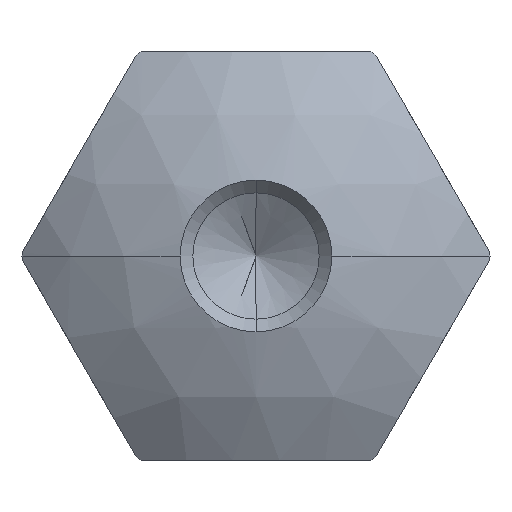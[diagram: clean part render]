
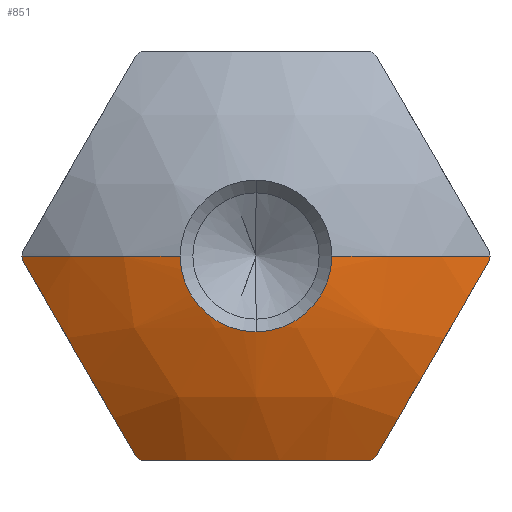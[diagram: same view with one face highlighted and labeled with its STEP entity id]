
A CAD part, front view. The second image highlights one B-rep face of the part: STEP entity #851.
In plain terms, the highlighted spherical face has radius 20 mm.
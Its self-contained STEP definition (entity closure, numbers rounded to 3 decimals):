
#12 = ORIENTED_EDGE ( 'NONE', *, *, #723, .F. ) ;
#24 = DIRECTION ( 'NONE',  ( 0., 0., -1. ) ) ;
#34 = CARTESIAN_POINT ( 'NONE',  ( 9.526, 2.596, -5.5 ) ) ;
#35 = DIRECTION ( 'NONE',  ( 0., 0., -1. ) ) ;
#40 = DIRECTION ( 'NONE',  ( 1., 0., 0. ) ) ;
#56 = CIRCLE ( 'NONE', #113, 16.703 ) ;
#58 = AXIS2_PLACEMENT_3D ( 'NONE', #1225, #627, #35 ) ;
#91 = CARTESIAN_POINT ( 'NONE',  ( -12.599, -12.936, -0.178 ) ) ;
#92 = ORIENTED_EDGE ( 'NONE', *, *, #767, .T. ) ;
#100 = CIRCLE ( 'NONE', #58, 12.6 ) ;
#103 = CARTESIAN_POINT ( 'NONE',  ( -12.6, -12.936, 0. ) ) ;
#104 = CIRCLE ( 'NONE', #238, 16.703 ) ;
#113 = AXIS2_PLACEMENT_3D ( 'NONE', #799, #204, #903 ) ;
#123 = AXIS2_PLACEMENT_3D ( 'NONE', #127, #818, #824 ) ;
#127 = CARTESIAN_POINT ( 'NONE',  ( 0., 2.596, 0. ) ) ;
#129 = DIRECTION ( 'NONE',  ( -0.5, 0., -0.866 ) ) ;
#131 = CARTESIAN_POINT ( 'NONE',  ( 6.145, -12.936, -11. ) ) ;
#169 = CIRCLE ( 'NONE', #1217, 12.6 ) ;
#190 = CARTESIAN_POINT ( 'NONE',  ( 6.454, -12.936, -10.822 ) ) ;
#204 = DIRECTION ( 'NONE',  ( 0., 0., -1. ) ) ;
#210 = AXIS2_PLACEMENT_3D ( 'NONE', #1210, #618, #24 ) ;
#238 = AXIS2_PLACEMENT_3D ( 'NONE', #453, #1149, #557 ) ;
#239 = DIRECTION ( 'NONE',  ( 0., -1., 0. ) ) ;
#272 = EDGE_CURVE ( 'NONE', #1245, #907, #736, .T. ) ;
#306 = CARTESIAN_POINT ( 'NONE',  ( 0., 2.596, 0. ) ) ;
#315 = EDGE_CURVE ( 'NONE', #861, #530, #490, .T. ) ;
#318 = DIRECTION ( 'NONE',  ( 0., -1., 0. ) ) ;
#358 = CARTESIAN_POINT ( 'NONE',  ( -6.454, -12.936, -10.822 ) ) ;
#386 = CIRCLE ( 'NONE', #475, 16.703 ) ;
#397 = DIRECTION ( 'NONE',  ( 0., 1., 0. ) ) ;
#399 = FACE_OUTER_BOUND ( 'NONE', #952, .T. ) ;
#411 = EDGE_CURVE ( 'NONE', #1000, #598, #104, .T. ) ;
#413 = DIRECTION ( 'NONE',  ( -1., 0., 0. ) ) ;
#417 = VERTEX_POINT ( 'NONE', #652 ) ;
#422 = CIRCLE ( 'NONE', #210, 12.6 ) ;
#431 = VERTEX_POINT ( 'NONE', #1050 ) ;
#453 = CARTESIAN_POINT ( 'NONE',  ( -9.526, 2.596, -5.5 ) ) ;
#463 = CIRCLE ( 'NONE', #1147, 20. ) ;
#475 = AXIS2_PLACEMENT_3D ( 'NONE', #34, #727, #129 ) ;
#490 = CIRCLE ( 'NONE', #1275, 12.6 ) ;
#530 = VERTEX_POINT ( 'NONE', #190 ) ;
#557 = DIRECTION ( 'NONE',  ( -0.5, 0., 0.866 ) ) ;
#575 = CARTESIAN_POINT ( 'NONE',  ( 0., -16.983, 0. ) ) ;
#598 = VERTEX_POINT ( 'NONE', #91 ) ;
#618 = DIRECTION ( 'NONE',  ( 0., -1., 0. ) ) ;
#625 = ORIENTED_EDGE ( 'NONE', *, *, #1058, .T. ) ;
#627 = DIRECTION ( 'NONE',  ( 0., -1., 0. ) ) ;
#633 = DIRECTION ( 'NONE',  ( 0., 0., 1. ) ) ;
#652 = CARTESIAN_POINT ( 'NONE',  ( -6.145, -12.936, -11. ) ) ;
#677 = EDGE_CURVE ( 'NONE', #1245, #598, #422, .T. ) ;
#678 = DIRECTION ( 'NONE',  ( 0., 0., 1. ) ) ;
#692 = AXIS2_PLACEMENT_3D ( 'NONE', #1231, #633, #40 ) ;
#714 = CIRCLE ( 'NONE', #1267, 4.083 ) ;
#723 = EDGE_CURVE ( 'NONE', #853, #530, #386, .T. ) ;
#727 = DIRECTION ( 'NONE',  ( 0.866, 0., -0.5 ) ) ;
#736 = CIRCLE ( 'NONE', #692, 20. ) ;
#743 = ORIENTED_EDGE ( 'NONE', *, *, #315, .T. ) ;
#767 = EDGE_CURVE ( 'NONE', #431, #1258, #463, .T. ) ;
#799 = CARTESIAN_POINT ( 'NONE',  ( 0., 2.596, -11. ) ) ;
#804 = CARTESIAN_POINT ( 'NONE',  ( 4.083, -16.983, 0. ) ) ;
#810 = EDGE_CURVE ( 'NONE', #1000, #417, #169, .T. ) ;
#818 = DIRECTION ( 'NONE',  ( 0., 0., -1. ) ) ;
#820 = ORIENTED_EDGE ( 'NONE', *, *, #857, .T. ) ;
#824 = DIRECTION ( 'NONE',  ( -1., 0., 0. ) ) ;
#835 = CARTESIAN_POINT ( 'NONE',  ( 0., -12.936, 0. ) ) ;
#847 = ORIENTED_EDGE ( 'NONE', *, *, #677, .T. ) ;
#851 = ADVANCED_FACE ( 'NONE', ( #399 ), #1160, .T. ) ;
#853 = VERTEX_POINT ( 'NONE', #1214 ) ;
#857 = EDGE_CURVE ( 'NONE', #853, #431, #100, .T. ) ;
#861 = VERTEX_POINT ( 'NONE', #131 ) ;
#884 = VERTEX_POINT ( 'NONE', #1131 ) ;
#903 = DIRECTION ( 'NONE',  ( -1., 0., 0. ) ) ;
#907 = VERTEX_POINT ( 'NONE', #1238 ) ;
#920 = CARTESIAN_POINT ( 'NONE',  ( 0., -12.936, 0. ) ) ;
#943 = DIRECTION ( 'NONE',  ( 0., 0., -1. ) ) ;
#952 = EDGE_LOOP ( 'NONE', ( #820, #92, #1025, #625, #1300, #847, #1123, #1173, #970, #743, #12 ) ) ;
#970 = ORIENTED_EDGE ( 'NONE', *, *, #1212, .F. ) ;
#992 = CARTESIAN_POINT ( 'NONE',  ( 0., -16.983, 0. ) ) ;
#1000 = VERTEX_POINT ( 'NONE', #358 ) ;
#1005 = DIRECTION ( 'NONE',  ( 0., 0., -1. ) ) ;
#1017 = DIRECTION ( 'NONE',  ( 0., 0., -1. ) ) ;
#1025 = ORIENTED_EDGE ( 'NONE', *, *, #1163, .T. ) ;
#1050 = CARTESIAN_POINT ( 'NONE',  ( 12.6, -12.936, 0. ) ) ;
#1058 = EDGE_CURVE ( 'NONE', #884, #907, #714, .T. ) ;
#1094 = DIRECTION ( 'NONE',  ( 0., 0., 1. ) ) ;
#1112 = CIRCLE ( 'NONE', #1203, 4.083 ) ;
#1123 = ORIENTED_EDGE ( 'NONE', *, *, #411, .F. ) ;
#1131 = CARTESIAN_POINT ( 'NONE',  ( 0., -16.983, -4.083 ) ) ;
#1147 = AXIS2_PLACEMENT_3D ( 'NONE', #306, #1005, #413 ) ;
#1149 = DIRECTION ( 'NONE',  ( -0.866, 0., -0.5 ) ) ;
#1160 = SPHERICAL_SURFACE ( 'NONE', #123, 20. ) ;
#1163 = EDGE_CURVE ( 'NONE', #1258, #884, #1112, .T. ) ;
#1173 = ORIENTED_EDGE ( 'NONE', *, *, #810, .T. ) ;
#1203 = AXIS2_PLACEMENT_3D ( 'NONE', #992, #397, #1094 ) ;
#1210 = CARTESIAN_POINT ( 'NONE',  ( 0., -12.936, 0. ) ) ;
#1212 = EDGE_CURVE ( 'NONE', #861, #417, #56, .T. ) ;
#1214 = CARTESIAN_POINT ( 'NONE',  ( 12.599, -12.936, -0.178 ) ) ;
#1217 = AXIS2_PLACEMENT_3D ( 'NONE', #920, #318, #1017 ) ;
#1225 = CARTESIAN_POINT ( 'NONE',  ( 0., -12.936, 0. ) ) ;
#1231 = CARTESIAN_POINT ( 'NONE',  ( 0., 2.596, 0. ) ) ;
#1238 = CARTESIAN_POINT ( 'NONE',  ( -4.083, -16.983, 0. ) ) ;
#1245 = VERTEX_POINT ( 'NONE', #103 ) ;
#1258 = VERTEX_POINT ( 'NONE', #804 ) ;
#1267 = AXIS2_PLACEMENT_3D ( 'NONE', #575, #1285, #678 ) ;
#1275 = AXIS2_PLACEMENT_3D ( 'NONE', #835, #239, #943 ) ;
#1285 = DIRECTION ( 'NONE',  ( 0., 1., 0. ) ) ;
#1300 = ORIENTED_EDGE ( 'NONE', *, *, #272, .F. ) ;
